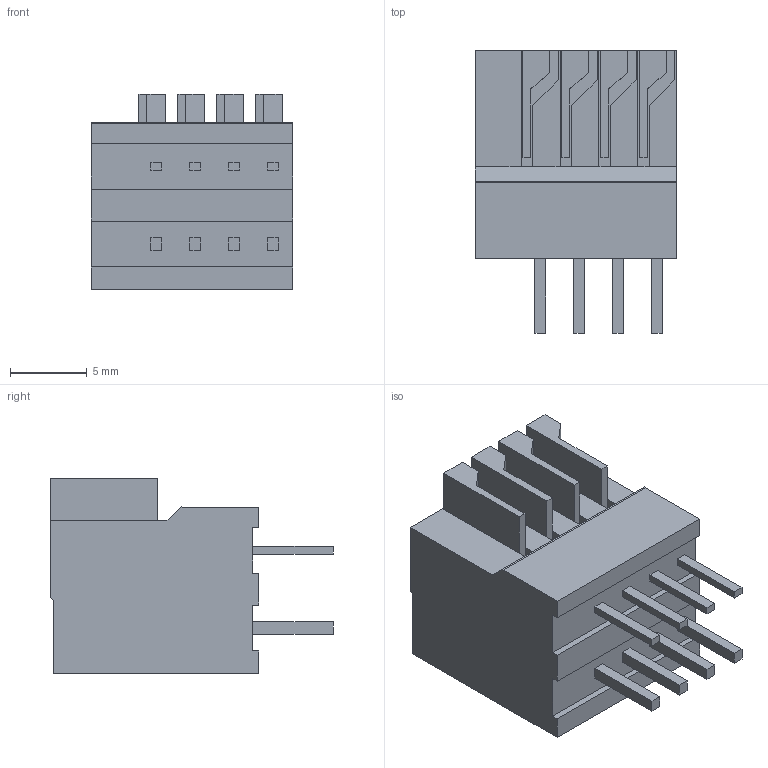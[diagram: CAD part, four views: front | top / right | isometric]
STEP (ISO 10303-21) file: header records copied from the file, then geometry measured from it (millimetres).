
FILE_DESCRIPTION (( 'STEP AP214' ), '1' );
FILE_NAME ('1-2834015-4.STEP', '2021-03-15T19:30:43', ( '' ), ( '' ), 'SwSTEP 2.0', 'SolidWorks 2017', '' );
FILE_SCHEMA (( 'AUTOMOTIVE_DESIGN' ));
Length unit declared in the file: millimetre
Products named in the file (1): 1-2834015-4
Bounding box: 13.16 x 18.47 x 12.8 mm (x, y, z)
Volume: 1873.1 mm3; surface area: 1443.6 mm2
Topology: 13 solids, 13 shells, 155 faces, 367 edges, 242 vertices
Faces by surface type: plane 155
Entity records: 4499 total; most frequent: CARTESIAN_POINT 765, ORIENTED_EDGE 734, DIRECTION 679, EDGE_CURVE 367, LINE 367, VECTOR 367, VERTEX_POINT 242, EDGE_LOOP 159
